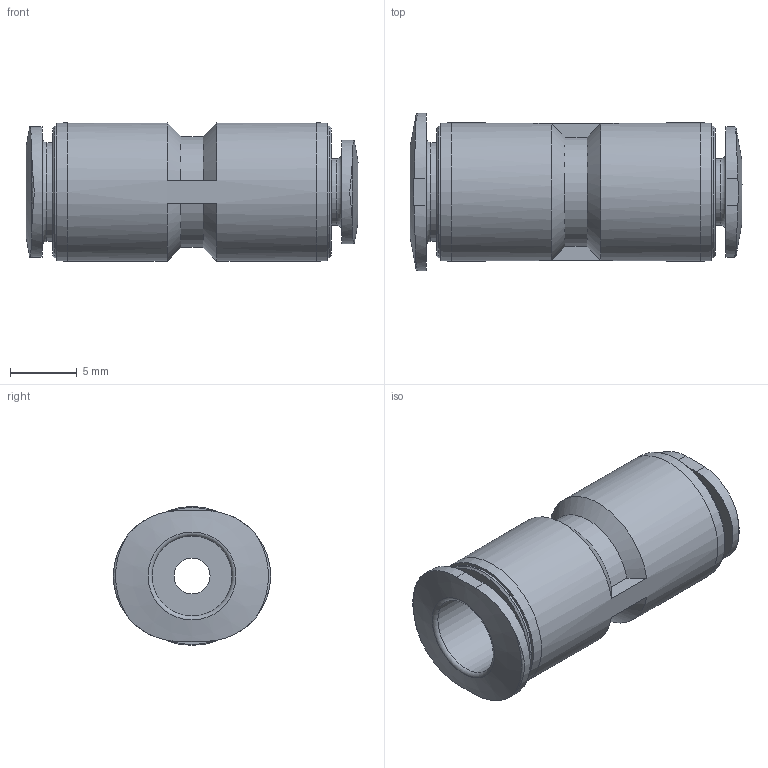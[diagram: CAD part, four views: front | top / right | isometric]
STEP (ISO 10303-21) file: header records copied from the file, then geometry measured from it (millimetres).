
FILE_DESCRIPTION(/* description */ ('STEP AP214'),/* implementation_level */ '2;1');
FILE_NAME(/* name */ '130761_QSM-6-4-100',/* time_stamp */ '2024-09-14T12:19:58+02:00',/* author */ ('License CC BY-ND 4.0'),/* organization */ ('CADENAS'),/* preprocessor_version */ 'ST-DEVELOPER v19.3',/* originating_system */ 'PARTsolutions',/* authorisation */ ' ');
FILE_SCHEMA (('AUTOMOTIVE_DESIGN {1 0 10303 214 3 1 1}'));
Length unit declared in the file: millimetre
Products named in the file (1): 130761 QSM-6-4-100
Bounding box: 24.9 x 11.8 x 10.4 mm (x, y, z)
Volume: 1428 mm3; surface area: 1491.1 mm2
Topology: 1 solids, 1 shells, 48 faces, 113 edges, 74 vertices
Faces by surface type: plane 16, cylinder 14, cone 10, torus 8
Full cylindrical faces by diameter (mm): 2.7 x1, 4 x1, 5 x1, 6 x1, 7.4 x1, 9.88 x2, 10.4 x1
Entity records: 1629 total; most frequent: CARTESIAN_POINT 289, DIRECTION 198, ORIENTED_EDGE 176, AXIS2_PLACEMENT_3D 89, EDGE_CURVE 88, EDGE_LOOP 76, FACE_BOUND 76, VERTEX_POINT 68
